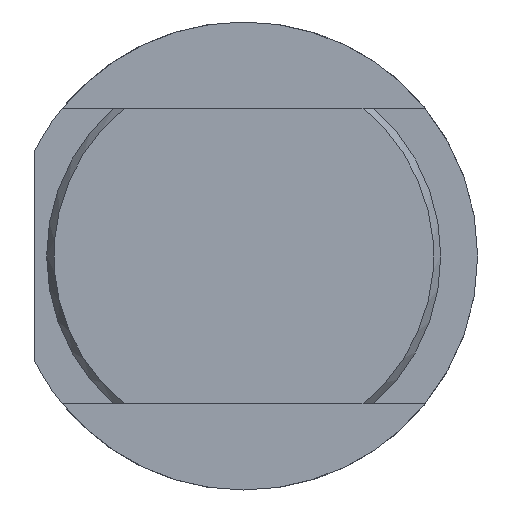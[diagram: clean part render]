
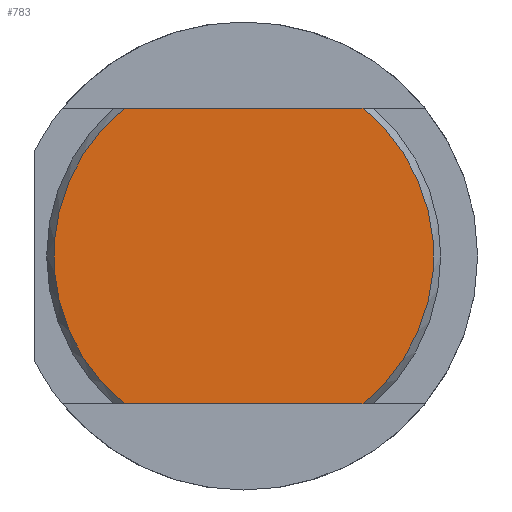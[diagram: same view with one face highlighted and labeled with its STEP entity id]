
A CAD part, left-side view. The second image highlights one B-rep face of the part: STEP entity #783.
In plain terms, the highlighted planar face has unit normal (-1, 0, 0).
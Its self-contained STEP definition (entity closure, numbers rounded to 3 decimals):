
#224 = EDGE_CURVE ( 'NONE', #2230, #2226, #1773, .T. ) ;
#230 = EDGE_CURVE ( 'NONE', #2230, #2284, #1778, .T. ) ;
#231 = EDGE_CURVE ( 'NONE', #2218, #2284, #1782, .T. ) ;
#232 = EDGE_CURVE ( 'NONE', #2218, #2226, #1775, .T. ) ;
#480 = AXIS2_PLACEMENT_3D ( 'NONE', #2602, #2607, #2608 ) ;
#486 = AXIS2_PLACEMENT_3D ( 'NONE', #2626, #2629, #2630 ) ;
#616 = AXIS2_PLACEMENT_3D ( 'NONE', #3252, #3255, #3256 ) ;
#783 = ADVANCED_FACE ( 'NONE', ( #2078 ), #3253, .F. ) ;
#1052 = EDGE_LOOP ( 'NONE', ( #1236, #1235, #1234, #1233 ) ) ;
#1233 = ORIENTED_EDGE ( 'NONE', *, *, #232, .F. ) ;
#1234 = ORIENTED_EDGE ( 'NONE', *, *, #224, .T. ) ;
#1235 = ORIENTED_EDGE ( 'NONE', *, *, #230, .F. ) ;
#1236 = ORIENTED_EDGE ( 'NONE', *, *, #231, .T. ) ;
#1770 = VECTOR ( 'NONE', #2632, 1000. ) ;
#1771 = VECTOR ( 'NONE', #2627, 1000. ) ;
#1773 = CIRCLE ( 'NONE', #480, 7.711 ) ;
#1775 = LINE ( 'NONE', #2631, #1770 ) ;
#1778 = LINE ( 'NONE', #2620, #1771 ) ;
#1782 = CIRCLE ( 'NONE', #486, 7.711 ) ;
#2078 = FACE_OUTER_BOUND ( 'NONE', #1052, .T. ) ;
#2218 = VERTEX_POINT ( 'NONE', #3560 ) ;
#2226 = VERTEX_POINT ( 'NONE', #3568 ) ;
#2230 = VERTEX_POINT ( 'NONE', #3572 ) ;
#2284 = VERTEX_POINT ( 'NONE', #3626 ) ;
#2602 = CARTESIAN_POINT ( 'NONE',  ( 0., 0., 0. ) ) ;
#2607 = DIRECTION ( 'NONE',  ( -1., 0., 0. ) ) ;
#2608 = DIRECTION ( 'NONE',  ( 0., 0., -1. ) ) ;
#2620 = CARTESIAN_POINT ( 'NONE',  ( 0., 7.365, 6. ) ) ;
#2626 = CARTESIAN_POINT ( 'NONE',  ( 0., 0., 0. ) ) ;
#2627 = DIRECTION ( 'NONE',  ( 0., -1., 0. ) ) ;
#2629 = DIRECTION ( 'NONE',  ( -1., 0., 0. ) ) ;
#2630 = DIRECTION ( 'NONE',  ( 0., 0., -1. ) ) ;
#2631 = CARTESIAN_POINT ( 'NONE',  ( 0., 7.365, -6. ) ) ;
#2632 = DIRECTION ( 'NONE',  ( 0., 1., 0. ) ) ;
#3252 = CARTESIAN_POINT ( 'NONE',  ( 0., 0., 0. ) ) ;
#3253 = PLANE ( 'NONE',  #616 ) ;
#3255 = DIRECTION ( 'NONE',  ( 1., 0., 0. ) ) ;
#3256 = DIRECTION ( 'NONE',  ( 0., 0., -1. ) ) ;
#3560 = CARTESIAN_POINT ( 'NONE',  ( 0., -4.844, -6. ) ) ;
#3568 = CARTESIAN_POINT ( 'NONE',  ( 0., 4.844, -6. ) ) ;
#3572 = CARTESIAN_POINT ( 'NONE',  ( 0., 4.844, 6. ) ) ;
#3626 = CARTESIAN_POINT ( 'NONE',  ( 0., -4.844, 6. ) ) ;
